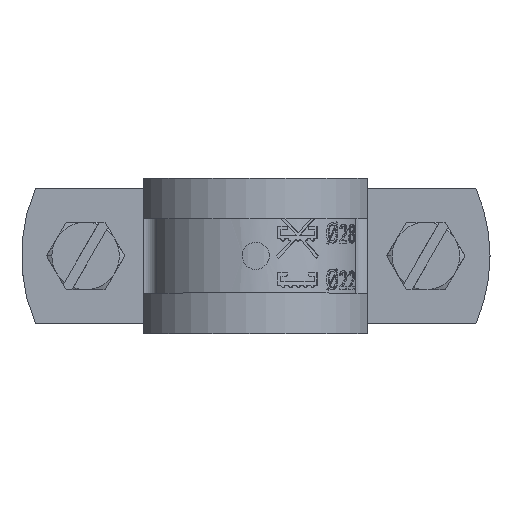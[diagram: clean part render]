
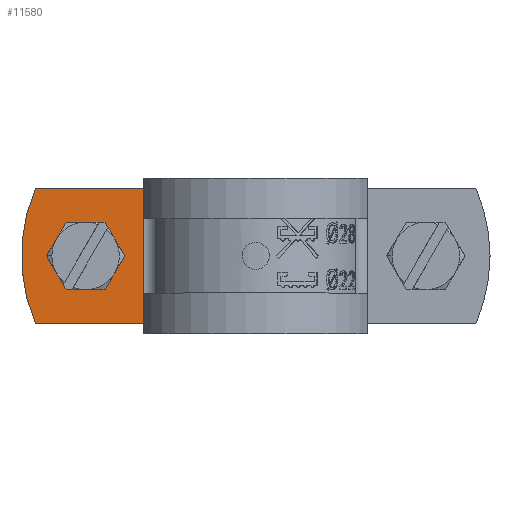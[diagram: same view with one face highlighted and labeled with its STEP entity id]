
A CAD part, top view. The second image highlights one B-rep face of the part: STEP entity #11580.
In plain terms, the highlighted planar face has unit normal (0, 0, 1).
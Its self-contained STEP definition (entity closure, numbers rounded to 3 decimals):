
#328 = VERTEX_POINT ( 'NONE', #5726 ) ;
#358 = DIRECTION ( 'NONE',  ( 1., 0., 0. ) ) ;
#678 = ORIENTED_EDGE ( 'NONE', *, *, #10111, .F. ) ;
#875 = VECTOR ( 'NONE', #6968, 1000. ) ;
#1422 = EDGE_CURVE ( 'NONE', #26674, #24251, #11655, .T. ) ;
#1489 = PLANE ( 'NONE',  #24484 ) ;
#2238 = CARTESIAN_POINT ( 'NONE',  ( -28.003, 3.5, 5. ) ) ;
#2947 = ORIENTED_EDGE ( 'NONE', *, *, #13473, .F. ) ;
#3477 = DIRECTION ( 'NONE',  ( 0., 0., -1. ) ) ;
#3505 = CARTESIAN_POINT ( 'NONE',  ( -16.583, 10., 5. ) ) ;
#3512 = LINE ( 'NONE', #10176, #17206 ) ;
#4228 = EDGE_CURVE ( 'NONE', #11794, #26674, #24411, .T. ) ;
#4609 = DIRECTION ( 'NONE',  ( 0., 0., 1. ) ) ;
#4638 = AXIS2_PLACEMENT_3D ( 'NONE', #23341, #21064, #10270 ) ;
#5201 = DIRECTION ( 'NONE',  ( 1., 0., 0. ) ) ;
#5246 = CARTESIAN_POINT ( 'NONE',  ( -16.583, 10., 5. ) ) ;
#5726 = CARTESIAN_POINT ( 'NONE',  ( -32.588, 10., 5. ) ) ;
#5785 = DIRECTION ( 'NONE',  ( 1., 0., 0. ) ) ;
#5946 = CARTESIAN_POINT ( 'NONE',  ( -16.583, -10., 5. ) ) ;
#6681 = ORIENTED_EDGE ( 'NONE', *, *, #1422, .F. ) ;
#6691 = CARTESIAN_POINT ( 'NONE',  ( -28.003, 3.5, 5. ) ) ;
#6968 = DIRECTION ( 'NONE',  ( 0., -1., 0. ) ) ;
#7738 = VECTOR ( 'NONE', #5785, 1000. ) ;
#8423 = ORIENTED_EDGE ( 'NONE', *, *, #10998, .F. ) ;
#8638 = VERTEX_POINT ( 'NONE', #12317 ) ;
#9049 = CARTESIAN_POINT ( 'NONE',  ( -25.175, 0., 5. ) ) ;
#9158 = CIRCLE ( 'NONE', #4638, 25. ) ;
#9922 = VERTEX_POINT ( 'NONE', #19295 ) ;
#10111 = EDGE_CURVE ( 'NONE', #13684, #17823, #15877, .T. ) ;
#10176 = CARTESIAN_POINT ( 'NONE',  ( -34.675, 10., 5. ) ) ;
#10270 = DIRECTION ( 'NONE',  ( 1., 0., 0. ) ) ;
#10470 = LINE ( 'NONE', #2238, #14972 ) ;
#10998 = EDGE_CURVE ( 'NONE', #328, #13684, #3512, .T. ) ;
#11580 = ADVANCED_FACE ( 'NONE', ( #20930, #18799 ), #1489, .F. ) ;
#11655 = CIRCLE ( 'NONE', #17090, 4.5 ) ;
#11794 = VERTEX_POINT ( 'NONE', #27012 ) ;
#12040 = CARTESIAN_POINT ( 'NONE',  ( -20.675, 0., 5. ) ) ;
#12127 = VERTEX_POINT ( 'NONE', #6691 ) ;
#12317 = CARTESIAN_POINT ( 'NONE',  ( -28.003, -3.5, 5. ) ) ;
#12355 = EDGE_CURVE ( 'NONE', #8638, #11794, #14425, .T. ) ;
#12379 = ORIENTED_EDGE ( 'NONE', *, *, #12355, .F. ) ;
#13219 = CIRCLE ( 'NONE', #25933, 4.5 ) ;
#13363 = LINE ( 'NONE', #26316, #24197 ) ;
#13473 = EDGE_CURVE ( 'NONE', #24251, #12127, #10470, .T. ) ;
#13684 = VERTEX_POINT ( 'NONE', #3505 ) ;
#14032 = EDGE_LOOP ( 'NONE', ( #8423, #24315, #24433, #678 ) ) ;
#14425 = LINE ( 'NONE', #18831, #7738 ) ;
#14528 = DIRECTION ( 'NONE',  ( -1., 0., 0. ) ) ;
#14972 = VECTOR ( 'NONE', #25967, 1000. ) ;
#15707 = AXIS2_PLACEMENT_3D ( 'NONE', #9049, #18102, #5201 ) ;
#15877 = LINE ( 'NONE', #5246, #875 ) ;
#16374 = CARTESIAN_POINT ( 'NONE',  ( -34.675, 10., 5. ) ) ;
#16825 = ORIENTED_EDGE ( 'NONE', *, *, #16862, .F. ) ;
#16862 = EDGE_CURVE ( 'NONE', #12127, #8638, #13219, .T. ) ;
#17090 = AXIS2_PLACEMENT_3D ( 'NONE', #23882, #26026, #26303 ) ;
#17206 = VECTOR ( 'NONE', #27376, 1000. ) ;
#17823 = VERTEX_POINT ( 'NONE', #5946 ) ;
#18102 = DIRECTION ( 'NONE',  ( 0., 0., 1. ) ) ;
#18178 = EDGE_CURVE ( 'NONE', #9922, #328, #9158, .T. ) ;
#18799 = FACE_OUTER_BOUND ( 'NONE', #14032, .T. ) ;
#18831 = CARTESIAN_POINT ( 'NONE',  ( -22.346, -3.5, 5. ) ) ;
#19295 = CARTESIAN_POINT ( 'NONE',  ( -32.588, -10., 5. ) ) ;
#20217 = EDGE_LOOP ( 'NONE', ( #2947, #6681, #27901, #12379, #16825 ) ) ;
#20930 = FACE_BOUND ( 'NONE', #20217, .T. ) ;
#21064 = DIRECTION ( 'NONE',  ( 0., 0., -1. ) ) ;
#21965 = EDGE_CURVE ( 'NONE', #9922, #17823, #13363, .T. ) ;
#22031 = DIRECTION ( 'NONE',  ( 1., 0., 0. ) ) ;
#22182 = CARTESIAN_POINT ( 'NONE',  ( -22.346, 3.5, 5. ) ) ;
#23341 = CARTESIAN_POINT ( 'NONE',  ( -9.675, 0., 5. ) ) ;
#23882 = CARTESIAN_POINT ( 'NONE',  ( -25.175, 0., 5. ) ) ;
#24197 = VECTOR ( 'NONE', #22031, 1000. ) ;
#24251 = VERTEX_POINT ( 'NONE', #22182 ) ;
#24315 = ORIENTED_EDGE ( 'NONE', *, *, #18178, .F. ) ;
#24411 = CIRCLE ( 'NONE', #15707, 4.5 ) ;
#24433 = ORIENTED_EDGE ( 'NONE', *, *, #21965, .T. ) ;
#24484 = AXIS2_PLACEMENT_3D ( 'NONE', #16374, #3477, #14528 ) ;
#25933 = AXIS2_PLACEMENT_3D ( 'NONE', #26484, #4609, #358 ) ;
#25967 = DIRECTION ( 'NONE',  ( -1., 0., 0. ) ) ;
#26026 = DIRECTION ( 'NONE',  ( 0., 0., 1. ) ) ;
#26303 = DIRECTION ( 'NONE',  ( 1., 0., 0. ) ) ;
#26316 = CARTESIAN_POINT ( 'NONE',  ( -34.675, -10., 5. ) ) ;
#26484 = CARTESIAN_POINT ( 'NONE',  ( -25.175, 0., 5. ) ) ;
#26674 = VERTEX_POINT ( 'NONE', #12040 ) ;
#27012 = CARTESIAN_POINT ( 'NONE',  ( -22.346, -3.5, 5. ) ) ;
#27376 = DIRECTION ( 'NONE',  ( 1., 0., 0. ) ) ;
#27901 = ORIENTED_EDGE ( 'NONE', *, *, #4228, .F. ) ;
